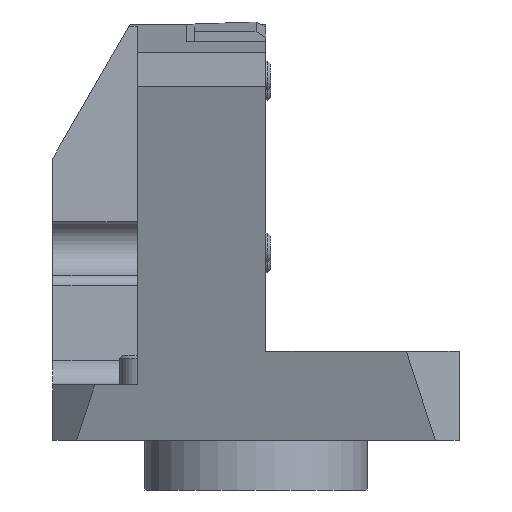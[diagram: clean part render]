
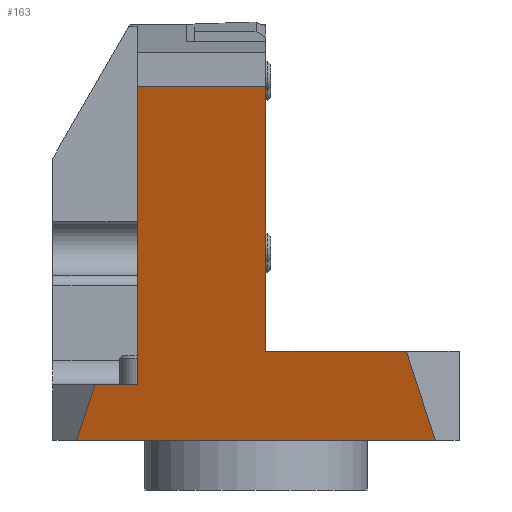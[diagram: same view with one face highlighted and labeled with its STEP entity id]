
A CAD part, front view. The second image highlights one B-rep face of the part: STEP entity #163.
In plain terms, the highlighted planar face has unit normal (0, -0.951, -0.309).
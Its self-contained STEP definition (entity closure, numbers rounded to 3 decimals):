
#90=FACE_OUTER_BOUND('',#775,.T.);
#163=ADVANCED_FACE('',(#90),#267,.F.);
#267=PLANE('',#1914);
#323=LINE('',#2566,#500);
#332=LINE('',#2585,#509);
#355=LINE('',#2667,#532);
#385=LINE('',#2740,#562);
#395=LINE('',#2765,#572);
#396=LINE('',#2767,#573);
#397=LINE('',#2768,#574);
#398=LINE('',#2769,#575);
#500=VECTOR('',#2046,1.);
#509=VECTOR('',#2057,1.);
#532=VECTOR('',#2124,1.);
#562=VECTOR('',#2176,1.);
#572=VECTOR('',#2202,1.);
#573=VECTOR('',#2203,1.);
#574=VECTOR('',#2204,1.);
#575=VECTOR('',#2205,1.);
#775=EDGE_LOOP('',(#1022,#1023,#1024,#1025,#1026,#1027,#1028,#1029));
#1022=ORIENTED_EDGE('',*,*,#1666,.F.);
#1023=ORIENTED_EDGE('',*,*,#1667,.T.);
#1024=ORIENTED_EDGE('',*,*,#1652,.T.);
#1025=ORIENTED_EDGE('',*,*,#1668,.F.);
#1026=ORIENTED_EDGE('',*,*,#1614,.F.);
#1027=ORIENTED_EDGE('',*,*,#1574,.T.);
#1028=ORIENTED_EDGE('',*,*,#1669,.F.);
#1029=ORIENTED_EDGE('',*,*,#1565,.T.);
#1389=VERTEX_POINT('',#2564);
#1391=VERTEX_POINT('',#2567);
#1399=VERTEX_POINT('',#2584);
#1400=VERTEX_POINT('',#2586);
#1437=VERTEX_POINT('',#2668);
#1454=VERTEX_POINT('',#2711);
#1468=VERTEX_POINT('',#2739);
#1476=VERTEX_POINT('',#2766);
#1565=EDGE_CURVE('',#1391,#1389,#323,.T.);
#1574=EDGE_CURVE('',#1400,#1399,#332,.T.);
#1614=EDGE_CURVE('',#1400,#1437,#355,.T.);
#1652=EDGE_CURVE('',#1454,#1468,#385,.T.);
#1666=EDGE_CURVE('',#1476,#1389,#395,.T.);
#1667=EDGE_CURVE('',#1476,#1454,#396,.T.);
#1668=EDGE_CURVE('',#1437,#1468,#397,.T.);
#1669=EDGE_CURVE('',#1391,#1399,#398,.T.);
#1914=AXIS2_PLACEMENT_3D('',#2770,#2206,#2207);
#2046=DIRECTION('',(1.,0.,0.));
#2057=DIRECTION('',(-1.,0.,0.));
#2124=DIRECTION('',(0.,-0.309,0.951));
#2176=DIRECTION('',(0.,-0.309,0.951));
#2202=DIRECTION('',(0.295,0.295,-0.909));
#2203=DIRECTION('',(-1.,0.,0.));
#2204=DIRECTION('',(1.,0.,0.));
#2205=DIRECTION('',(0.295,-0.295,0.909));
#2206=DIRECTION('',(0.,0.951,0.309));
#2207=DIRECTION('',(0.,0.309,-0.951));
#2564=CARTESIAN_POINT('',(36.2,-36.8,0.));
#2566=CARTESIAN_POINT('',(-41.,-36.8,0.));
#2567=CARTESIAN_POINT('',(-36.2,-36.8,0.));
#2584=CARTESIAN_POINT('',(-32.561,-40.439,11.2));
#2585=CARTESIAN_POINT('',(-41.,-40.439,11.2));
#2586=CARTESIAN_POINT('',(-24.,-40.439,11.2));
#2667=CARTESIAN_POINT('',(-24.,-36.8,0.));
#2668=CARTESIAN_POINT('',(-24.,-60.,71.402));
#2711=CARTESIAN_POINT('',(2.,-42.649,18.));
#2739=CARTESIAN_POINT('',(2.,-60.,71.402));
#2740=CARTESIAN_POINT('',(2.,-36.8,0.));
#2765=CARTESIAN_POINT('',(29.471,-43.529,20.711));
#2766=CARTESIAN_POINT('',(30.351,-42.649,18.));
#2767=CARTESIAN_POINT('',(-41.,-42.649,18.));
#2768=CARTESIAN_POINT('',(-41.,-60.,71.402));
#2769=CARTESIAN_POINT('',(-36.618,-36.382,-1.288));
#2770=CARTESIAN_POINT('',(-41.,-36.8,0.));
